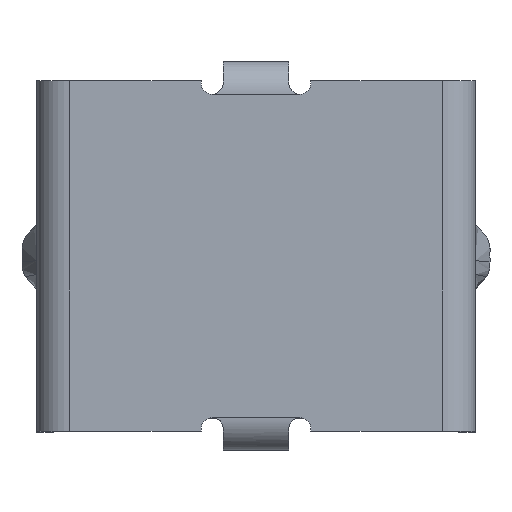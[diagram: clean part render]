
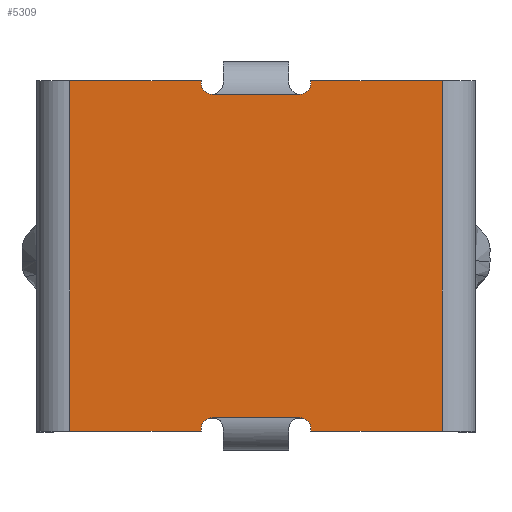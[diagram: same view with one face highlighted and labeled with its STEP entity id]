
A CAD part, top view. The second image highlights one B-rep face of the part: STEP entity #5309.
In plain terms, the highlighted planar face has unit normal (0, 0, 1).
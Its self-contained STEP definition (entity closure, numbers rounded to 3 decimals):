
#5163=AXIS2_PLACEMENT_3D('Plane Axis2P3D',#5160,#5161,#5162) ;
#5197=AXIS2_PLACEMENT_3D('Circle Axis2P3D',#5195,#5196,$) ;
#5225=AXIS2_PLACEMENT_3D('Circle Axis2P3D',#5223,#5224,$) ;
#5249=AXIS2_PLACEMENT_3D('Circle Axis2P3D',#5247,#5248,$) ;
#5277=AXIS2_PLACEMENT_3D('Circle Axis2P3D',#5275,#5276,$) ;
#4760=CARTESIAN_POINT('Vertex',(16.352,1.75,65.)) ;
#4765=CARTESIAN_POINT('Line Origine',(10.352,1.75,65.)) ;
#4769=CARTESIAN_POINT('Vertex',(4.352,1.75,65.)) ;
#4844=CARTESIAN_POINT('Vertex',(4.352,33.75,65.)) ;
#4847=CARTESIAN_POINT('Line Origine',(10.352,33.75,65.)) ;
#4851=CARTESIAN_POINT('Vertex',(16.352,33.75,65.)) ;
#5160=CARTESIAN_POINT('Axis2P3D Location',(38.352,25.5,65.)) ;
#5165=CARTESIAN_POINT('Line Origine',(32.352,1.75,65.)) ;
#5169=CARTESIAN_POINT('Vertex',(26.352,1.75,65.)) ;
#5171=CARTESIAN_POINT('Vertex',(38.352,1.75,65.)) ;
#5174=CARTESIAN_POINT('Line Origine',(38.352,17.75,65.)) ;
#5178=CARTESIAN_POINT('Vertex',(38.352,33.75,65.)) ;
#5181=CARTESIAN_POINT('Line Origine',(32.352,33.75,65.)) ;
#5185=CARTESIAN_POINT('Vertex',(26.352,33.75,65.)) ;
#5188=CARTESIAN_POINT('Line Origine',(26.352,33.625,65.)) ;
#5192=CARTESIAN_POINT('Vertex',(26.352,33.5,65.)) ;
#5195=CARTESIAN_POINT('Axis2P3D Location',(25.352,33.5,65.)) ;
#5199=CARTESIAN_POINT('Vertex',(25.352,32.5,65.)) ;
#5202=CARTESIAN_POINT('Line Origine',(25.349,32.5,65.)) ;
#5206=CARTESIAN_POINT('Vertex',(25.347,32.5,65.)) ;
#5209=CARTESIAN_POINT('Line Origine',(21.352,32.5,65.)) ;
#5213=CARTESIAN_POINT('Vertex',(17.357,32.5,65.)) ;
#5216=CARTESIAN_POINT('Line Origine',(17.354,32.5,65.)) ;
#5220=CARTESIAN_POINT('Vertex',(17.352,32.5,65.)) ;
#5223=CARTESIAN_POINT('Axis2P3D Location',(17.352,33.5,65.)) ;
#5227=CARTESIAN_POINT('Vertex',(16.352,33.5,65.)) ;
#5230=CARTESIAN_POINT('Line Origine',(16.352,33.625,65.)) ;
#5235=CARTESIAN_POINT('Line Origine',(4.352,17.75,65.)) ;
#5240=CARTESIAN_POINT('Line Origine',(16.352,1.875,65.)) ;
#5244=CARTESIAN_POINT('Vertex',(16.352,2.,65.)) ;
#5247=CARTESIAN_POINT('Axis2P3D Location',(17.352,2.,65.)) ;
#5251=CARTESIAN_POINT('Vertex',(17.352,3.,65.)) ;
#5254=CARTESIAN_POINT('Line Origine',(17.355,3.,65.)) ;
#5258=CARTESIAN_POINT('Vertex',(17.357,3.,65.)) ;
#5261=CARTESIAN_POINT('Line Origine',(21.352,3.,65.)) ;
#5265=CARTESIAN_POINT('Vertex',(25.347,3.,65.)) ;
#5268=CARTESIAN_POINT('Line Origine',(25.35,3.,65.)) ;
#5272=CARTESIAN_POINT('Vertex',(25.352,3.,65.)) ;
#5275=CARTESIAN_POINT('Axis2P3D Location',(25.352,2.,65.)) ;
#5279=CARTESIAN_POINT('Vertex',(26.352,2.,65.)) ;
#5282=CARTESIAN_POINT('Line Origine',(26.352,1.875,65.)) ;
#4766=DIRECTION('Vector Direction',(-1.,0.,0.)) ;
#4848=DIRECTION('Vector Direction',(-1.,0.,0.)) ;
#5161=DIRECTION('Axis2P3D Direction',(0.,0.,-1.)) ;
#5162=DIRECTION('Axis2P3D XDirection',(-1.,0.,0.)) ;
#5166=DIRECTION('Vector Direction',(-1.,0.,0.)) ;
#5175=DIRECTION('Vector Direction',(0.,1.,0.)) ;
#5182=DIRECTION('Vector Direction',(-1.,0.,0.)) ;
#5189=DIRECTION('Vector Direction',(0.,1.,0.)) ;
#5196=DIRECTION('Axis2P3D Direction',(0.,0.,-1.)) ;
#5203=DIRECTION('Vector Direction',(1.,0.,0.)) ;
#5210=DIRECTION('Vector Direction',(-1.,0.,0.)) ;
#5217=DIRECTION('Vector Direction',(1.,0.,0.)) ;
#5224=DIRECTION('Axis2P3D Direction',(0.,0.,-1.)) ;
#5231=DIRECTION('Vector Direction',(0.,-1.,0.)) ;
#5236=DIRECTION('Vector Direction',(0.,1.,0.)) ;
#5241=DIRECTION('Vector Direction',(0.,1.,0.)) ;
#5248=DIRECTION('Axis2P3D Direction',(0.,0.,-1.)) ;
#5255=DIRECTION('Vector Direction',(1.,0.,0.)) ;
#5262=DIRECTION('Vector Direction',(-1.,0.,0.)) ;
#5269=DIRECTION('Vector Direction',(1.,0.,0.)) ;
#5276=DIRECTION('Axis2P3D Direction',(0.,0.,-1.)) ;
#5283=DIRECTION('Vector Direction',(0.,-1.,0.)) ;
#4767=VECTOR('Line Direction',#4766,1.) ;
#4849=VECTOR('Line Direction',#4848,1.) ;
#5167=VECTOR('Line Direction',#5166,1.) ;
#5176=VECTOR('Line Direction',#5175,1.) ;
#5183=VECTOR('Line Direction',#5182,1.) ;
#5190=VECTOR('Line Direction',#5189,1.) ;
#5204=VECTOR('Line Direction',#5203,1.) ;
#5211=VECTOR('Line Direction',#5210,1.) ;
#5218=VECTOR('Line Direction',#5217,1.) ;
#5232=VECTOR('Line Direction',#5231,1.) ;
#5237=VECTOR('Line Direction',#5236,1.) ;
#5242=VECTOR('Line Direction',#5241,1.) ;
#5256=VECTOR('Line Direction',#5255,1.) ;
#5263=VECTOR('Line Direction',#5262,1.) ;
#5270=VECTOR('Line Direction',#5269,1.) ;
#5284=VECTOR('Line Direction',#5283,1.) ;
#5288=ORIENTED_EDGE('',*,*,#5173,.T.) ;
#5289=ORIENTED_EDGE('',*,*,#5180,.T.) ;
#5290=ORIENTED_EDGE('',*,*,#5187,.F.) ;
#5291=ORIENTED_EDGE('',*,*,#5194,.F.) ;
#5292=ORIENTED_EDGE('',*,*,#5201,.F.) ;
#5293=ORIENTED_EDGE('',*,*,#5208,.F.) ;
#5294=ORIENTED_EDGE('',*,*,#5215,.F.) ;
#5295=ORIENTED_EDGE('',*,*,#5222,.F.) ;
#5296=ORIENTED_EDGE('',*,*,#5229,.F.) ;
#5297=ORIENTED_EDGE('',*,*,#5234,.F.) ;
#5298=ORIENTED_EDGE('',*,*,#4853,.F.) ;
#5299=ORIENTED_EDGE('',*,*,#5239,.F.) ;
#5300=ORIENTED_EDGE('',*,*,#4771,.T.) ;
#5301=ORIENTED_EDGE('',*,*,#5246,.T.) ;
#5302=ORIENTED_EDGE('',*,*,#5253,.T.) ;
#5303=ORIENTED_EDGE('',*,*,#5260,.T.) ;
#5304=ORIENTED_EDGE('',*,*,#5267,.T.) ;
#5305=ORIENTED_EDGE('',*,*,#5274,.T.) ;
#5306=ORIENTED_EDGE('',*,*,#5281,.F.) ;
#5307=ORIENTED_EDGE('',*,*,#5286,.F.) ;
#5309=ADVANCED_FACE('MANIFOLD_SOLID_BREP #38',(#5308),#5164,.F.) ;
#5198=CIRCLE('generated circle',#5197,1.) ;
#5226=CIRCLE('generated circle',#5225,1.) ;
#5250=CIRCLE('generated circle',#5249,1.) ;
#5278=CIRCLE('generated circle',#5277,1.) ;
#4771=EDGE_CURVE('',#4770,#4761,#4768,.F.) ;
#4853=EDGE_CURVE('',#4845,#4852,#4850,.F.) ;
#5173=EDGE_CURVE('',#5170,#5172,#5168,.F.) ;
#5180=EDGE_CURVE('',#5172,#5179,#5177,.T.) ;
#5187=EDGE_CURVE('',#5186,#5179,#5184,.F.) ;
#5194=EDGE_CURVE('',#5193,#5186,#5191,.T.) ;
#5201=EDGE_CURVE('',#5200,#5193,#5198,.F.) ;
#5208=EDGE_CURVE('',#5207,#5200,#5205,.T.) ;
#5215=EDGE_CURVE('',#5214,#5207,#5212,.F.) ;
#5222=EDGE_CURVE('',#5221,#5214,#5219,.T.) ;
#5229=EDGE_CURVE('',#5228,#5221,#5226,.F.) ;
#5234=EDGE_CURVE('',#4852,#5228,#5233,.T.) ;
#5239=EDGE_CURVE('',#4770,#4845,#5238,.T.) ;
#5246=EDGE_CURVE('',#4761,#5245,#5243,.T.) ;
#5253=EDGE_CURVE('',#5245,#5252,#5250,.T.) ;
#5260=EDGE_CURVE('',#5252,#5259,#5257,.T.) ;
#5267=EDGE_CURVE('',#5259,#5266,#5264,.F.) ;
#5274=EDGE_CURVE('',#5266,#5273,#5271,.T.) ;
#5281=EDGE_CURVE('',#5280,#5273,#5278,.F.) ;
#5286=EDGE_CURVE('',#5170,#5280,#5285,.F.) ;
#5287=EDGE_LOOP('',(#5288,#5289,#5290,#5291,#5292,#5293,#5294,#5295,#5296,#5297,#5298,#5299,#5300,#5301,#5302,#5303,#5304,#5305,#5306,#5307)) ;
#5308=FACE_OUTER_BOUND('',#5287,.T.) ;
#4768=LINE('Line',#4765,#4767) ;
#4850=LINE('Line',#4847,#4849) ;
#5168=LINE('Line',#5165,#5167) ;
#5177=LINE('Line',#5174,#5176) ;
#5184=LINE('Line',#5181,#5183) ;
#5191=LINE('Line',#5188,#5190) ;
#5205=LINE('Line',#5202,#5204) ;
#5212=LINE('Line',#5209,#5211) ;
#5219=LINE('Line',#5216,#5218) ;
#5233=LINE('Line',#5230,#5232) ;
#5238=LINE('Line',#5235,#5237) ;
#5243=LINE('Line',#5240,#5242) ;
#5257=LINE('Line',#5254,#5256) ;
#5264=LINE('Line',#5261,#5263) ;
#5271=LINE('Line',#5268,#5270) ;
#5285=LINE('Line',#5282,#5284) ;
#5164=PLANE('',#5163) ;
#4761=VERTEX_POINT('',#4760) ;
#4770=VERTEX_POINT('',#4769) ;
#4845=VERTEX_POINT('',#4844) ;
#4852=VERTEX_POINT('',#4851) ;
#5170=VERTEX_POINT('',#5169) ;
#5172=VERTEX_POINT('',#5171) ;
#5179=VERTEX_POINT('',#5178) ;
#5186=VERTEX_POINT('',#5185) ;
#5193=VERTEX_POINT('',#5192) ;
#5200=VERTEX_POINT('',#5199) ;
#5207=VERTEX_POINT('',#5206) ;
#5214=VERTEX_POINT('',#5213) ;
#5221=VERTEX_POINT('',#5220) ;
#5228=VERTEX_POINT('',#5227) ;
#5245=VERTEX_POINT('',#5244) ;
#5252=VERTEX_POINT('',#5251) ;
#5259=VERTEX_POINT('',#5258) ;
#5266=VERTEX_POINT('',#5265) ;
#5273=VERTEX_POINT('',#5272) ;
#5280=VERTEX_POINT('',#5279) ;
